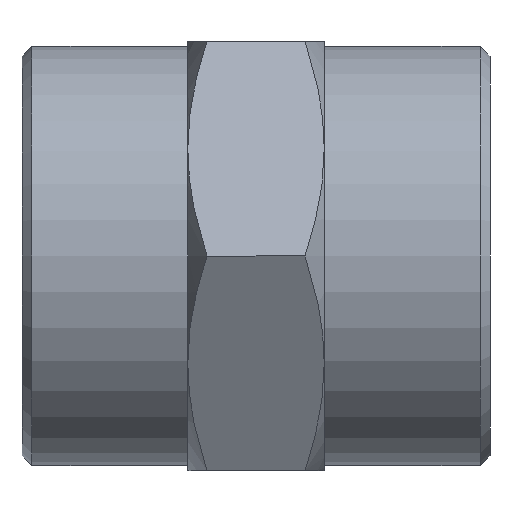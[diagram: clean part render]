
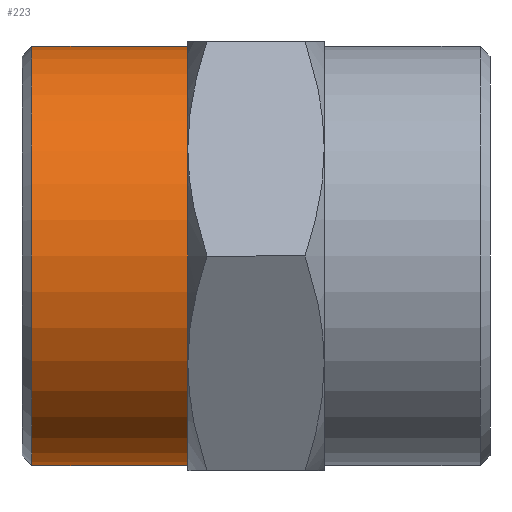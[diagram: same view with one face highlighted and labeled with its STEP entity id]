
A CAD part, left-side view. The second image highlights one B-rep face of the part: STEP entity #223.
In plain terms, the highlighted cylindrical face has radius 10.75 mm (diameter 21.5 mm), a partial arc.
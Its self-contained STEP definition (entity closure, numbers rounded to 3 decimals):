
#11 = ORIENTED_EDGE ( 'NONE', *, *, #976, .T. ) ;
#37 = AXIS2_PLACEMENT_3D ( 'NONE', #1066, #336, #422 ) ;
#62 = DIRECTION ( 'NONE',  ( 0., -1., 0. ) ) ;
#75 = VECTOR ( 'NONE', #62, 1000. ) ;
#80 = VERTEX_POINT ( 'NONE', #597 ) ;
#88 = DIRECTION ( 'NONE',  ( 0., -1., 0. ) ) ;
#128 = ORIENTED_EDGE ( 'NONE', *, *, #488, .F. ) ;
#185 = DIRECTION ( 'NONE',  ( 0., -1., 0. ) ) ;
#222 = CARTESIAN_POINT ( 'NONE',  ( 0., 23.5, 10.75 ) ) ;
#223 = ADVANCED_FACE ( 'NONE', ( #501 ), #555, .T. ) ;
#250 = LINE ( 'NONE', #510, #602 ) ;
#336 = DIRECTION ( 'NONE',  ( 0., 1., 0. ) ) ;
#339 = ORIENTED_EDGE ( 'NONE', *, *, #708, .T. ) ;
#359 = AXIS2_PLACEMENT_3D ( 'NONE', #366, #185, #533 ) ;
#366 = CARTESIAN_POINT ( 'NONE',  ( 0., 23.5, 0. ) ) ;
#375 = CARTESIAN_POINT ( 'NONE',  ( 0., 15.5, 0. ) ) ;
#422 = DIRECTION ( 'NONE',  ( 0., 0., -1. ) ) ;
#488 = EDGE_CURVE ( 'NONE', #673, #80, #811, .T. ) ;
#501 = FACE_OUTER_BOUND ( 'NONE', #769, .T. ) ;
#510 = CARTESIAN_POINT ( 'NONE',  ( 0., 23.5, -10.75 ) ) ;
#533 = DIRECTION ( 'NONE',  ( 0., 0., -1. ) ) ;
#555 = CYLINDRICAL_SURFACE ( 'NONE', #359, 10.75 ) ;
#577 = CARTESIAN_POINT ( 'NONE',  ( 0., 15.5, 10.75 ) ) ;
#597 = CARTESIAN_POINT ( 'NONE',  ( 0., 23.5, 10.75 ) ) ;
#602 = VECTOR ( 'NONE', #88, 1000. ) ;
#619 = CARTESIAN_POINT ( 'NONE',  ( 0., 23.5, -10.75 ) ) ;
#673 = VERTEX_POINT ( 'NONE', #619 ) ;
#691 = VERTEX_POINT ( 'NONE', #693 ) ;
#693 = CARTESIAN_POINT ( 'NONE',  ( 0., 15.5, -10.75 ) ) ;
#708 = EDGE_CURVE ( 'NONE', #691, #815, #752, .T. ) ;
#742 = AXIS2_PLACEMENT_3D ( 'NONE', #375, #891, #800 ) ;
#752 = CIRCLE ( 'NONE', #742, 10.75 ) ;
#769 = EDGE_LOOP ( 'NONE', ( #978, #128, #11, #339 ) ) ;
#800 = DIRECTION ( 'NONE',  ( 0., 0., -1. ) ) ;
#811 = CIRCLE ( 'NONE', #37, 10.75 ) ;
#815 = VERTEX_POINT ( 'NONE', #577 ) ;
#857 = LINE ( 'NONE', #222, #75 ) ;
#891 = DIRECTION ( 'NONE',  ( 0., 1., 0. ) ) ;
#901 = EDGE_CURVE ( 'NONE', #80, #815, #857, .T. ) ;
#976 = EDGE_CURVE ( 'NONE', #673, #691, #250, .T. ) ;
#978 = ORIENTED_EDGE ( 'NONE', *, *, #901, .F. ) ;
#1066 = CARTESIAN_POINT ( 'NONE',  ( 0., 23.5, 0. ) ) ;
